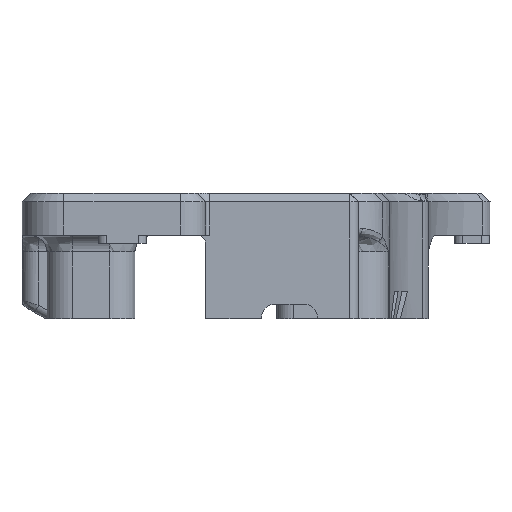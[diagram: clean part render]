
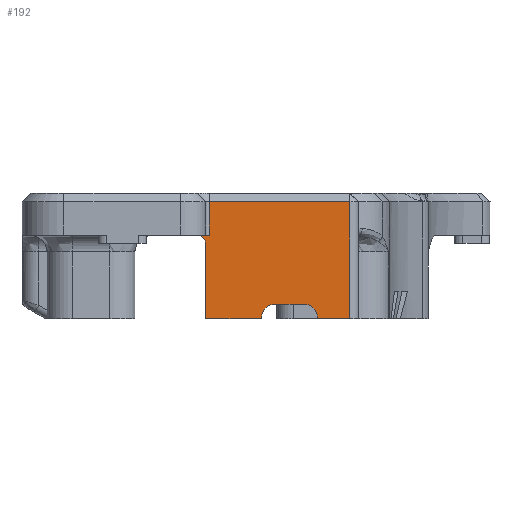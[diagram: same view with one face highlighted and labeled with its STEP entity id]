
A CAD part, front view. The second image highlights one B-rep face of the part: STEP entity #192.
In plain terms, the highlighted planar face has unit normal (0, -1, 0).
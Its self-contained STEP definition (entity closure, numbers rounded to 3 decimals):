
#8 = CIRCLE ( 'NONE', #4334, 1.75 ) ;
#192 = ADVANCED_FACE ( 'NONE', ( #15033 ), #2957, .T. ) ;
#752 = DIRECTION ( 'NONE',  ( 0., 1., 0. ) ) ;
#1558 = ORIENTED_EDGE ( 'NONE', *, *, #3583, .T. ) ;
#1596 = CARTESIAN_POINT ( 'NONE',  ( 94.953, -71.229, 50.362 ) ) ;
#1705 = EDGE_CURVE ( 'NONE', #9122, #2244, #12011, .T. ) ;
#1825 = VERTEX_POINT ( 'NONE', #2770 ) ;
#1946 = VECTOR ( 'NONE', #12787, 1000. ) ;
#2244 = VERTEX_POINT ( 'NONE', #3794 ) ;
#2338 = LINE ( 'NONE', #14329, #3730 ) ;
#2478 = CARTESIAN_POINT ( 'NONE',  ( 77.153, -71.229, 63.612 ) ) ;
#2770 = CARTESIAN_POINT ( 'NONE',  ( 94.403, -71.229, 62.612 ) ) ;
#2917 = EDGE_CURVE ( 'NONE', #7924, #10000, #3158, .T. ) ;
#2957 = PLANE ( 'NONE',  #15518 ) ;
#3158 = LINE ( 'NONE', #10658, #3717 ) ;
#3494 = LINE ( 'NONE', #4541, #6318 ) ;
#3502 = VERTEX_POINT ( 'NONE', #14707 ) ;
#3579 = CARTESIAN_POINT ( 'NONE',  ( 76.153, -71.229, 57.612 ) ) ;
#3583 = EDGE_CURVE ( 'NONE', #2244, #5745, #7785, .T. ) ;
#3590 = CARTESIAN_POINT ( 'NONE',  ( 77.553, -71.229, 62.612 ) ) ;
#3594 = ORIENTED_EDGE ( 'NONE', *, *, #6169, .T. ) ;
#3649 = DIRECTION ( 'NONE',  ( -1., 0., 0. ) ) ;
#3687 = VERTEX_POINT ( 'NONE', #4381 ) ;
#3717 = VECTOR ( 'NONE', #15468, 1000. ) ;
#3730 = VECTOR ( 'NONE', #8303, 1000. ) ;
#3794 = CARTESIAN_POINT ( 'NONE',  ( 83.803, -71.229, 48.612 ) ) ;
#4141 = CARTESIAN_POINT ( 'NONE',  ( 85.553, -71.229, 48.612 ) ) ;
#4144 = CARTESIAN_POINT ( 'NONE',  ( 77.153, -71.229, 57.612 ) ) ;
#4334 = AXIS2_PLACEMENT_3D ( 'NONE', #13019, #752, #9273 ) ;
#4381 = CARTESIAN_POINT ( 'NONE',  ( 77.553, -71.229, 58.612 ) ) ;
#4541 = CARTESIAN_POINT ( 'NONE',  ( 94.403, -71.229, 63.612 ) ) ;
#4714 = LINE ( 'NONE', #2478, #12596 ) ;
#4871 = ORIENTED_EDGE ( 'NONE', *, *, #13032, .T. ) ;
#5204 = EDGE_LOOP ( 'NONE', ( #1558, #3594, #4871, #10725, #7271, #14938, #15625, #6826, #13789, #6538, #10280 ) ) ;
#5498 = CARTESIAN_POINT ( 'NONE',  ( 94.953, -71.229, 63.612 ) ) ;
#5745 = VERTEX_POINT ( 'NONE', #14527 ) ;
#6169 = EDGE_CURVE ( 'NONE', #5745, #3502, #12513, .T. ) ;
#6318 = VECTOR ( 'NONE', #14144, 1000. ) ;
#6524 = AXIS2_PLACEMENT_3D ( 'NONE', #4141, #8978, #13832 ) ;
#6538 = ORIENTED_EDGE ( 'NONE', *, *, #15658, .T. ) ;
#6617 = EDGE_CURVE ( 'NONE', #10000, #1825, #3494, .T. ) ;
#6826 = ORIENTED_EDGE ( 'NONE', *, *, #10133, .T. ) ;
#7227 = CIRCLE ( 'NONE', #10290, 1. ) ;
#7271 = ORIENTED_EDGE ( 'NONE', *, *, #6617, .T. ) ;
#7754 = CARTESIAN_POINT ( 'NONE',  ( 77.153, -71.229, 48.612 ) ) ;
#7785 = CIRCLE ( 'NONE', #6524, 1.75 ) ;
#7850 = VECTOR ( 'NONE', #12275, 1000. ) ;
#7924 = VERTEX_POINT ( 'NONE', #9284 ) ;
#7930 = CARTESIAN_POINT ( 'NONE',  ( 94.953, -71.229, 58.612 ) ) ;
#8231 = EDGE_CURVE ( 'NONE', #11933, #3687, #2338, .T. ) ;
#8303 = DIRECTION ( 'NONE',  ( 0., 0., -1. ) ) ;
#8583 = CARTESIAN_POINT ( 'NONE',  ( 94.953, -71.229, 48.612 ) ) ;
#8665 = CARTESIAN_POINT ( 'NONE',  ( 94.403, -71.229, 48.612 ) ) ;
#8978 = DIRECTION ( 'NONE',  ( 0., 1., 0. ) ) ;
#8993 = VECTOR ( 'NONE', #13118, 1000. ) ;
#9122 = VERTEX_POINT ( 'NONE', #7754 ) ;
#9165 = DIRECTION ( 'NONE',  ( 0., -1., 0. ) ) ;
#9273 = DIRECTION ( 'NONE',  ( -1., 0., 0. ) ) ;
#9284 = CARTESIAN_POINT ( 'NONE',  ( 90.553, -71.229, 48.612 ) ) ;
#9633 = VERTEX_POINT ( 'NONE', #4144 ) ;
#10000 = VERTEX_POINT ( 'NONE', #8665 ) ;
#10133 = EDGE_CURVE ( 'NONE', #3687, #15437, #11697, .T. ) ;
#10280 = ORIENTED_EDGE ( 'NONE', *, *, #1705, .T. ) ;
#10290 = AXIS2_PLACEMENT_3D ( 'NONE', #3579, #14286, #3649 ) ;
#10658 = CARTESIAN_POINT ( 'NONE',  ( 94.953, -71.229, 48.612 ) ) ;
#10725 = ORIENTED_EDGE ( 'NONE', *, *, #2917, .T. ) ;
#11426 = CARTESIAN_POINT ( 'NONE',  ( 76.153, -71.229, 58.612 ) ) ;
#11471 = CARTESIAN_POINT ( 'NONE',  ( 89.061, -71.229, 62.612 ) ) ;
#11697 = LINE ( 'NONE', #7930, #1946 ) ;
#11881 = DIRECTION ( 'NONE',  ( 0., 0., -1. ) ) ;
#11933 = VERTEX_POINT ( 'NONE', #3590 ) ;
#12011 = LINE ( 'NONE', #8583, #8993 ) ;
#12275 = DIRECTION ( 'NONE',  ( 1., 0., 0. ) ) ;
#12320 = LINE ( 'NONE', #11471, #13412 ) ;
#12513 = LINE ( 'NONE', #1596, #7850 ) ;
#12596 = VECTOR ( 'NONE', #11881, 1000. ) ;
#12640 = DIRECTION ( 'NONE',  ( 1., 0., 0. ) ) ;
#12787 = DIRECTION ( 'NONE',  ( -1., 0., 0. ) ) ;
#12824 = DIRECTION ( 'NONE',  ( 1., 0., 0. ) ) ;
#13019 = CARTESIAN_POINT ( 'NONE',  ( 88.803, -71.229, 48.612 ) ) ;
#13032 = EDGE_CURVE ( 'NONE', #3502, #7924, #8, .T. ) ;
#13118 = DIRECTION ( 'NONE',  ( 1., 0., 0. ) ) ;
#13373 = EDGE_CURVE ( 'NONE', #11933, #1825, #12320, .T. ) ;
#13412 = VECTOR ( 'NONE', #12640, 1000. ) ;
#13789 = ORIENTED_EDGE ( 'NONE', *, *, #14524, .T. ) ;
#13832 = DIRECTION ( 'NONE',  ( -1., 0., 0. ) ) ;
#14144 = DIRECTION ( 'NONE',  ( 0., 0., 1. ) ) ;
#14286 = DIRECTION ( 'NONE',  ( 0., 1., 0. ) ) ;
#14329 = CARTESIAN_POINT ( 'NONE',  ( 77.553, -71.229, 63.612 ) ) ;
#14524 = EDGE_CURVE ( 'NONE', #15437, #9633, #7227, .T. ) ;
#14527 = CARTESIAN_POINT ( 'NONE',  ( 85.553, -71.229, 50.362 ) ) ;
#14707 = CARTESIAN_POINT ( 'NONE',  ( 88.803, -71.229, 50.362 ) ) ;
#14938 = ORIENTED_EDGE ( 'NONE', *, *, #13373, .F. ) ;
#15033 = FACE_OUTER_BOUND ( 'NONE', #5204, .T. ) ;
#15437 = VERTEX_POINT ( 'NONE', #11426 ) ;
#15468 = DIRECTION ( 'NONE',  ( 1., 0., 0. ) ) ;
#15518 = AXIS2_PLACEMENT_3D ( 'NONE', #5498, #9165, #12824 ) ;
#15625 = ORIENTED_EDGE ( 'NONE', *, *, #8231, .T. ) ;
#15658 = EDGE_CURVE ( 'NONE', #9633, #9122, #4714, .T. ) ;
